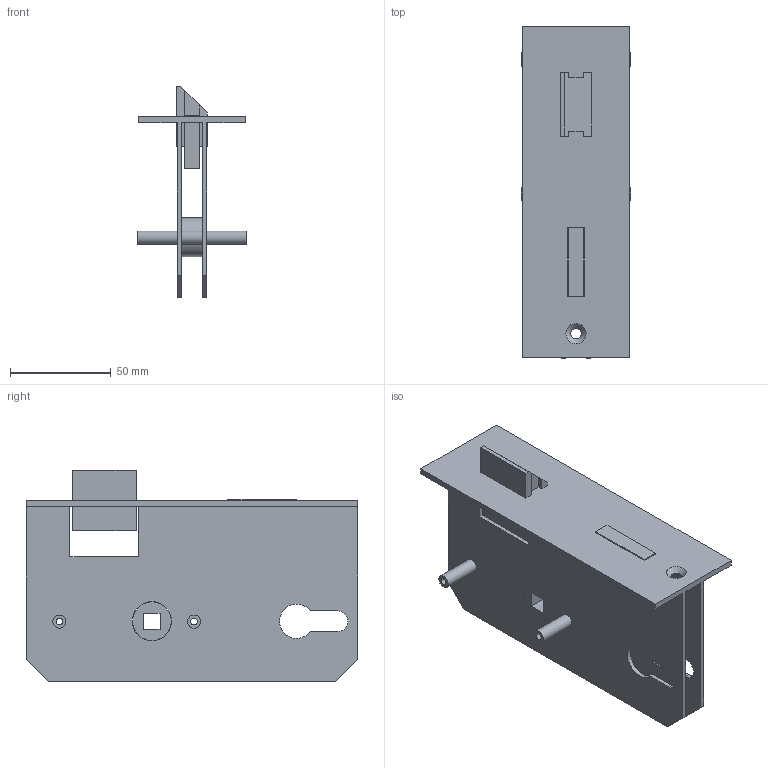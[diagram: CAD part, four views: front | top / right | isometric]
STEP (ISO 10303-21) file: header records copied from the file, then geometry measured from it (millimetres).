
FILE_DESCRIPTION (( 'STEP AP203' ), '1' );
FILE_NAME ('3843-60-S.step', '2021-11-25T13:00:20', ( '' ), ( '' ), 'SwSTEP 2.0', 'SolidWorks 2018', '' );
FILE_SCHEMA (( 'CONFIG_CONTROL_DESIGN' ));
Length unit declared in the file: millimetre
Products named in the file (2): 3843-60-S
Bounding box: 54.5 x 165 x 105 mm (x, y, z)
Volume: 98504.1 mm3; surface area: 81166.3 mm2
Topology: 3 solids, 3 shells, 329 faces, 898 edges, 600 vertices
Faces by surface type: plane 186, bspline 126, cylinder 16, cone 1
Full cylindrical faces by diameter (mm): 3.3 x2, 5.2 x1, 6.5 x6, 19.3 x1, 19.5 x2
Entity records: 16746 total; most frequent: CARTESIAN_POINT 9148, ORIENTED_EDGE 1752, DIRECTION 1067, EDGE_CURVE 876, VERTEX_POINT 591, VECTOR 591, LINE 591, EDGE_LOOP 395
